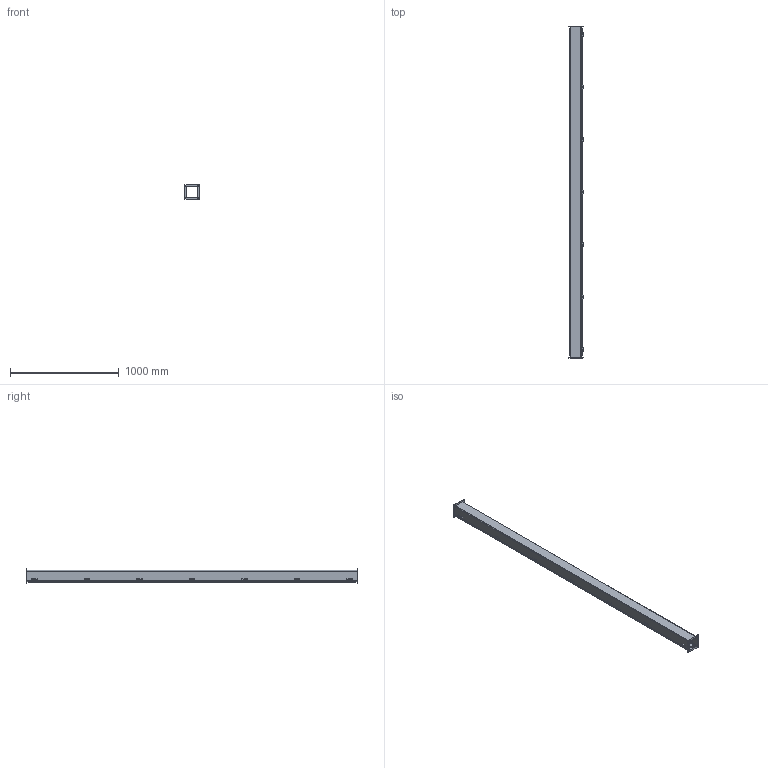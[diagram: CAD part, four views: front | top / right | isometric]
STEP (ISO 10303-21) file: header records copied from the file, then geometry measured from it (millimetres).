
FILE_DESCRIPTION(/* description */ ('JW, BTB, CRS, 120X4X4'),/* implementation_level */ '2;1');
FILE_NAME(/* name */ 'JW410.iam.stp',/* time_stamp */ '2014-09-17T09:12:55-06:00',/* author */ ('tkorenak'),/* organization */ (''),/* preprocessor_version */ 'ST-DEVELOPER v15.2',/* originating_system */ 'Autodesk Inventor 2014',/* authorisation */ '');
FILE_SCHEMA (('AUTOMOTIVE_DESIGN { 1 0 10303 214 3 1 1 }'));
Length unit declared in the file: inch
Products named in the file (13): JW410_BTB; JW4_RING; JW410_LID; JW4_SPC; JW410_GASKET; H6050139T; H6050139L; H6050139P; H6050139; 372134; C1001; C1002; JW410
Bounding box: 141.65 x 3048 x 136.53 mm (x, y, z)
Volume: 2990978.5 mm3; surface area: 3128245.6 mm2
Topology: 49 solids, 49 shells, 722 faces, 1781 edges, 1164 vertices
Faces by surface type: plane 481, cylinder 213, cone 14, sphere 14
Full cylindrical faces by diameter (mm): 3.048 x7, 3.302 x28, 4.978 x7, 6.35 x7, 7.144 x8, 8.738 x7, 10.402 x7
Entity records: 5897 total; most frequent: DIRECTION 1024, CARTESIAN_POINT 941, ORIENTED_EDGE 852, EDGE_CURVE 426, AXIS2_PLACEMENT_3D 357, LINE 310, VECTOR 310, VERTEX_POINT 274
